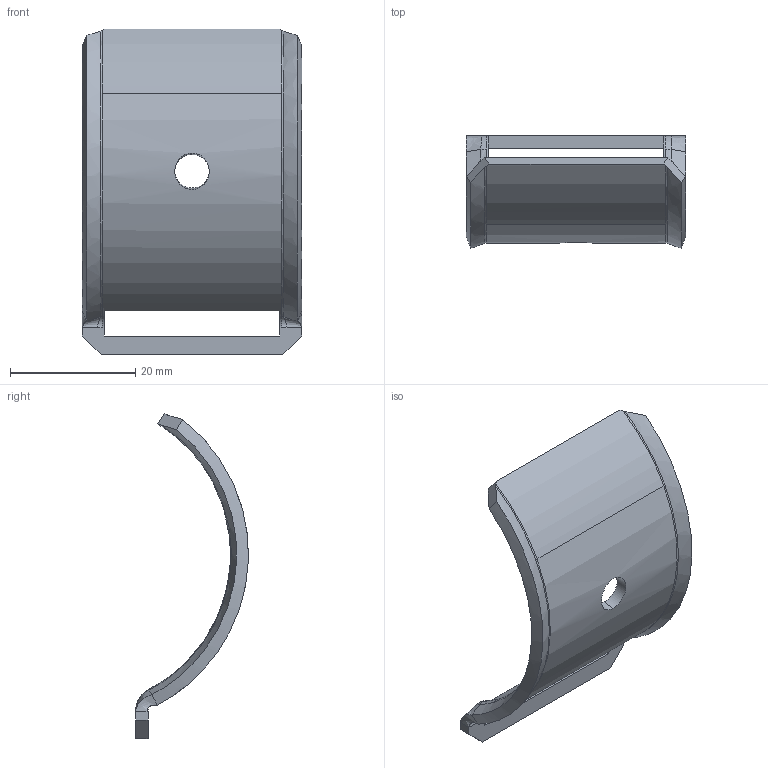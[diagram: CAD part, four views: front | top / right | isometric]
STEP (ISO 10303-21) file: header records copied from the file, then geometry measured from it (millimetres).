
FILE_DESCRIPTION (( 'STEP AP214' ), '1' );
FILE_NAME ('EB025-08.STEP', '2022-06-07T06:52:19', ( '' ), ( '' ), 'SwSTEP 2.0', 'SolidWorks 2020', '' );
FILE_SCHEMA (( 'AUTOMOTIVE_DESIGN' ));
Length unit declared in the file: millimetre
Products named in the file (1): EB025-08
Bounding box: 35 x 18.03 x 52 mm (x, y, z)
Volume: 3803.9 mm3; surface area: 4354.7 mm2
Topology: 1 solids, 1 shells, 50 faces, 160 edges, 110 vertices
Faces by surface type: bspline 24, plane 18, cylinder 8
Entity records: 3538 total; most frequent: CARTESIAN_POINT 2318, ORIENTED_EDGE 320, EDGE_CURVE 160, DIRECTION 136, VERTEX_POINT 110, B_SPLINE_CURVE_WITH_KNOTS 89, VECTOR 58, LINE 58
